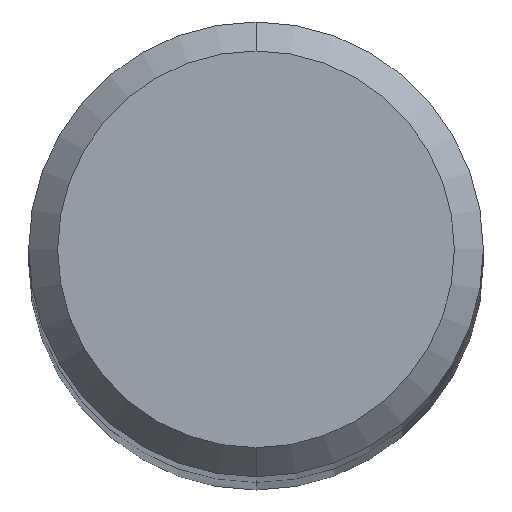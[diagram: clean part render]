
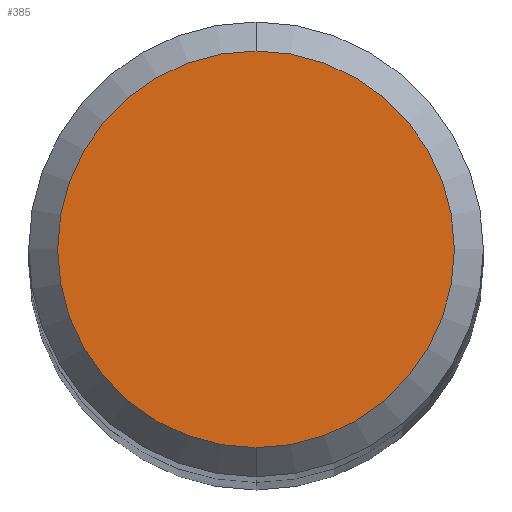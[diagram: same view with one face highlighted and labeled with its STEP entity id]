
A CAD part, top view. The second image highlights one B-rep face of the part: STEP entity #385.
In plain terms, the highlighted planar face has unit normal (0, 0, 1).
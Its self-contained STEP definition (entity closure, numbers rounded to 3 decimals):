
#245=VERTEX_POINT('',#513);
#261=EDGE_CURVE('',#245,#377,#531,.T.);
#321=EDGE_CURVE('',#377,#245,#596,.T.);
#377=VERTEX_POINT('',#657);
#385=ADVANCED_FACE('',(#666),#667,.T.);
#513=CARTESIAN_POINT('',(0.,-2.05,31.0));
#531=CIRCLE('',#977,2.05);
#596=CIRCLE('',#1122,2.05);
#657=CARTESIAN_POINT('',(0.0,2.05,31.0));
#666=FACE_OUTER_BOUND('',#1267,.T.);
#667=PLANE('',#1268);
#977=AXIS2_PLACEMENT_3D('',#1434,#1435,#1436);
#1122=AXIS2_PLACEMENT_3D('',#1484,#1485,#1486);
#1267=EDGE_LOOP('',(#1553,#1554));
#1268=AXIS2_PLACEMENT_3D('',#1555,#1556,#1557);
#1434=CARTESIAN_POINT('',(0.0,0.0,31.0));
#1435=DIRECTION('',(0.0,0.0,-1.0));
#1436=DIRECTION('',(0.0,1.0,0.0));
#1484=CARTESIAN_POINT('',(0.0,0.0,31.0));
#1485=DIRECTION('',(0.0,0.0,-1.0));
#1486=DIRECTION('',(0.0,1.0,0.0));
#1553=ORIENTED_EDGE('',*,*,#321,.F.);
#1554=ORIENTED_EDGE('',*,*,#261,.F.);
#1555=CARTESIAN_POINT('',(0.0,1.025,31.0));
#1556=DIRECTION('',(-0.0,0.0,1.0));
#1557=DIRECTION('',(0.0,-1.0,0.0));
